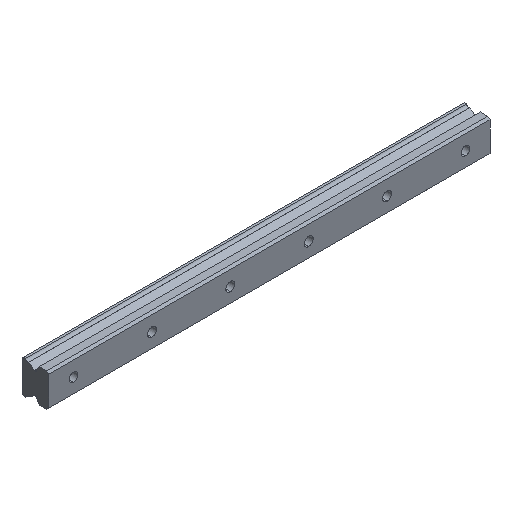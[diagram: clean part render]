
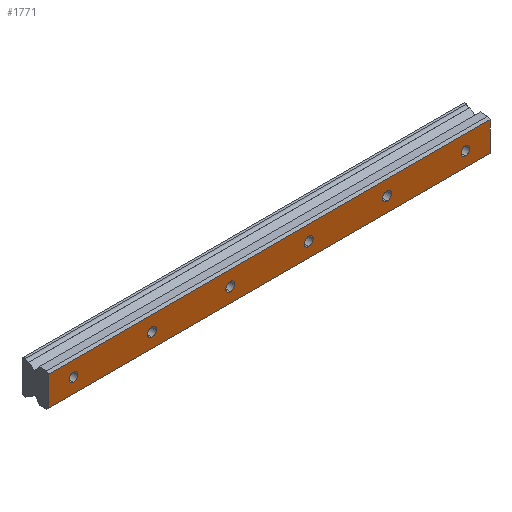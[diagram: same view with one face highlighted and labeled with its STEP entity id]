
A CAD part, isometric view. The second image highlights one B-rep face of the part: STEP entity #1771.
In plain terms, the highlighted planar face has unit normal (0, -1, 0).
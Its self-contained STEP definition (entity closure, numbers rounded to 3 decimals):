
#17 = AXIS2_PLACEMENT_3D ( 'NONE', #1443, #315, #1152 ) ;
#19 = EDGE_LOOP ( 'NONE', ( #194, #1327 ) ) ;
#22 = CARTESIAN_POINT ( 'NONE',  ( 240., 0., 4.5 ) ) ;
#34 = CARTESIAN_POINT ( 'NONE',  ( 160., 0., 4.5 ) ) ;
#40 = VERTEX_POINT ( 'NONE', #1216 ) ;
#55 = VERTEX_POINT ( 'NONE', #1515 ) ;
#59 = DIRECTION ( 'NONE',  ( 0., -1., 0. ) ) ;
#61 = CARTESIAN_POINT ( 'NONE',  ( 320., 0., 4.5 ) ) ;
#65 = VERTEX_POINT ( 'NONE', #1661 ) ;
#79 = CARTESIAN_POINT ( 'NONE',  ( 400., 0., 0. ) ) ;
#89 = AXIS2_PLACEMENT_3D ( 'NONE', #1091, #1527, #1499 ) ;
#115 = AXIS2_PLACEMENT_3D ( 'NONE', #1554, #1803, #980 ) ;
#124 = CARTESIAN_POINT ( 'NONE',  ( 320., 0., 0. ) ) ;
#142 = VECTOR ( 'NONE', #1221, 1000. ) ;
#177 = EDGE_LOOP ( 'NONE', ( #1721, #1067 ) ) ;
#194 = ORIENTED_EDGE ( 'NONE', *, *, #839, .F. ) ;
#198 = DIRECTION ( 'NONE',  ( 0., 0., 1. ) ) ;
#201 = CIRCLE ( 'NONE', #724, 4.5 ) ;
#202 = LINE ( 'NONE', #358, #591 ) ;
#233 = ORIENTED_EDGE ( 'NONE', *, *, #497, .F. ) ;
#237 = CIRCLE ( 'NONE', #17, 4.5 ) ;
#246 = EDGE_CURVE ( 'NONE', #883, #973, #422, .T. ) ;
#247 = VERTEX_POINT ( 'NONE', #61 ) ;
#250 = DIRECTION ( 'NONE',  ( 0., 0., 1. ) ) ;
#294 = AXIS2_PLACEMENT_3D ( 'NONE', #79, #1618, #1204 ) ;
#309 = EDGE_CURVE ( 'NONE', #55, #1835, #1718, .T. ) ;
#315 = DIRECTION ( 'NONE',  ( 0., -1., 0. ) ) ;
#334 = DIRECTION ( 'NONE',  ( 1., 0., 0. ) ) ;
#343 = EDGE_CURVE ( 'NONE', #1835, #65, #202, .T. ) ;
#358 = CARTESIAN_POINT ( 'NONE',  ( 425., 0., 14.95 ) ) ;
#368 = FACE_BOUND ( 'NONE', #177, .T. ) ;
#373 = CARTESIAN_POINT ( 'NONE',  ( 400., 0., 4.5 ) ) ;
#400 = EDGE_LOOP ( 'NONE', ( #1014, #233 ) ) ;
#403 = VERTEX_POINT ( 'NONE', #1065 ) ;
#416 = CIRCLE ( 'NONE', #1205, 4.5 ) ;
#420 = EDGE_CURVE ( 'NONE', #730, #55, #1480, .T. ) ;
#422 = CIRCLE ( 'NONE', #963, 4.5 ) ;
#424 = CARTESIAN_POINT ( 'NONE',  ( 400., 0., 0. ) ) ;
#425 = ORIENTED_EDGE ( 'NONE', *, *, #343, .F. ) ;
#452 = CIRCLE ( 'NONE', #788, 4.5 ) ;
#469 = CARTESIAN_POINT ( 'NONE',  ( 425., 0., 14.95 ) ) ;
#496 = CARTESIAN_POINT ( 'NONE',  ( 0., 0., 0. ) ) ;
#497 = EDGE_CURVE ( 'NONE', #403, #1723, #1406, .T. ) ;
#502 = CARTESIAN_POINT ( 'NONE',  ( 425., 0., 14.95 ) ) ;
#505 = VECTOR ( 'NONE', #250, 1000. ) ;
#531 = DIRECTION ( 'NONE',  ( 0., -1., 0. ) ) ;
#552 = DIRECTION ( 'NONE',  ( 0., 0., 1. ) ) ;
#562 = EDGE_LOOP ( 'NONE', ( #1695, #425, #1420, #1425 ) ) ;
#588 = AXIS2_PLACEMENT_3D ( 'NONE', #496, #59, #1471 ) ;
#591 = VECTOR ( 'NONE', #1505, 1000. ) ;
#593 = EDGE_CURVE ( 'NONE', #247, #1321, #416, .T. ) ;
#630 = FACE_BOUND ( 'NONE', #1355, .T. ) ;
#638 = FACE_BOUND ( 'NONE', #400, .T. ) ;
#646 = DIRECTION ( 'NONE',  ( 0., 0., 1. ) ) ;
#678 = DIRECTION ( 'NONE',  ( 0., -1., 0. ) ) ;
#684 = CIRCLE ( 'NONE', #1114, 4.5 ) ;
#710 = DIRECTION ( 'NONE',  ( 0., -1., 0. ) ) ;
#724 = AXIS2_PLACEMENT_3D ( 'NONE', #1395, #1290, #1565 ) ;
#730 = VERTEX_POINT ( 'NONE', #1175 ) ;
#731 = DIRECTION ( 'NONE',  ( 0., -1., 0. ) ) ;
#756 = DIRECTION ( 'NONE',  ( 0., 0., 1. ) ) ;
#770 = PLANE ( 'NONE',  #1766 ) ;
#775 = EDGE_LOOP ( 'NONE', ( #985, #1187 ) ) ;
#779 = CARTESIAN_POINT ( 'NONE',  ( 425., 0., 14.95 ) ) ;
#788 = AXIS2_PLACEMENT_3D ( 'NONE', #424, #531, #823 ) ;
#813 = CIRCLE ( 'NONE', #294, 4.5 ) ;
#823 = DIRECTION ( 'NONE',  ( 0., 0., 1. ) ) ;
#839 = EDGE_CURVE ( 'NONE', #967, #1401, #933, .T. ) ;
#840 = EDGE_CURVE ( 'NONE', #1368, #40, #813, .T. ) ;
#878 = CARTESIAN_POINT ( 'NONE',  ( 240., 0., 0. ) ) ;
#881 = EDGE_CURVE ( 'NONE', #65, #730, #914, .T. ) ;
#883 = VERTEX_POINT ( 'NONE', #1754 ) ;
#889 = ORIENTED_EDGE ( 'NONE', *, *, #840, .F. ) ;
#890 = FACE_BOUND ( 'NONE', #19, .T. ) ;
#914 = LINE ( 'NONE', #1192, #142 ) ;
#916 = DIRECTION ( 'NONE',  ( 0., -1., 0. ) ) ;
#933 = CIRCLE ( 'NONE', #588, 4.5 ) ;
#963 = AXIS2_PLACEMENT_3D ( 'NONE', #1035, #731, #756 ) ;
#966 = CIRCLE ( 'NONE', #89, 4.5 ) ;
#967 = VERTEX_POINT ( 'NONE', #1256 ) ;
#973 = VERTEX_POINT ( 'NONE', #1405 ) ;
#980 = DIRECTION ( 'NONE',  ( 0., 0., 1. ) ) ;
#985 = ORIENTED_EDGE ( 'NONE', *, *, #593, .F. ) ;
#1014 = ORIENTED_EDGE ( 'NONE', *, *, #1788, .F. ) ;
#1025 = FACE_BOUND ( 'NONE', #775, .T. ) ;
#1026 = CIRCLE ( 'NONE', #1266, 4.5 ) ;
#1035 = CARTESIAN_POINT ( 'NONE',  ( 80., 0., 0. ) ) ;
#1060 = ORIENTED_EDGE ( 'NONE', *, *, #1093, .F. ) ;
#1063 = CARTESIAN_POINT ( 'NONE',  ( 160., 0., 0. ) ) ;
#1065 = CARTESIAN_POINT ( 'NONE',  ( 160., 0., -4.5 ) ) ;
#1067 = ORIENTED_EDGE ( 'NONE', *, *, #246, .F. ) ;
#1075 = CARTESIAN_POINT ( 'NONE',  ( -25., 0., 14.95 ) ) ;
#1079 = ORIENTED_EDGE ( 'NONE', *, *, #1837, .F. ) ;
#1091 = CARTESIAN_POINT ( 'NONE',  ( 240., 0., 0. ) ) ;
#1093 = EDGE_CURVE ( 'NONE', #1309, #1436, #1408, .T. ) ;
#1114 = AXIS2_PLACEMENT_3D ( 'NONE', #1772, #916, #1481 ) ;
#1145 = ORIENTED_EDGE ( 'NONE', *, *, #1820, .F. ) ;
#1152 = DIRECTION ( 'NONE',  ( 0., 0., 1. ) ) ;
#1157 = FACE_OUTER_BOUND ( 'NONE', #562, .T. ) ;
#1172 = DIRECTION ( 'NONE',  ( 0., 1., 0. ) ) ;
#1175 = CARTESIAN_POINT ( 'NONE',  ( -25., 0., -14.95 ) ) ;
#1187 = ORIENTED_EDGE ( 'NONE', *, *, #1635, .F. ) ;
#1192 = CARTESIAN_POINT ( 'NONE',  ( 425., 0., -14.95 ) ) ;
#1204 = DIRECTION ( 'NONE',  ( 0., 0., 1. ) ) ;
#1205 = AXIS2_PLACEMENT_3D ( 'NONE', #124, #710, #552 ) ;
#1216 = CARTESIAN_POINT ( 'NONE',  ( 400., 0., -4.5 ) ) ;
#1221 = DIRECTION ( 'NONE',  ( -1., 0., 0. ) ) ;
#1256 = CARTESIAN_POINT ( 'NONE',  ( 0., 0., 4.5 ) ) ;
#1266 = AXIS2_PLACEMENT_3D ( 'NONE', #1063, #678, #1633 ) ;
#1290 = DIRECTION ( 'NONE',  ( 0., -1., 0. ) ) ;
#1309 = VERTEX_POINT ( 'NONE', #1494 ) ;
#1321 = VERTEX_POINT ( 'NONE', #1793 ) ;
#1327 = ORIENTED_EDGE ( 'NONE', *, *, #1546, .F. ) ;
#1337 = DIRECTION ( 'NONE',  ( 0., -1., 0. ) ) ;
#1350 = AXIS2_PLACEMENT_3D ( 'NONE', #878, #1337, #646 ) ;
#1355 = EDGE_LOOP ( 'NONE', ( #889, #1145 ) ) ;
#1368 = VERTEX_POINT ( 'NONE', #373 ) ;
#1395 = CARTESIAN_POINT ( 'NONE',  ( 80., 0., 0. ) ) ;
#1401 = VERTEX_POINT ( 'NONE', #1509 ) ;
#1405 = CARTESIAN_POINT ( 'NONE',  ( 80., 0., 4.5 ) ) ;
#1406 = CIRCLE ( 'NONE', #115, 4.5 ) ;
#1408 = CIRCLE ( 'NONE', #1350, 4.5 ) ;
#1420 = ORIENTED_EDGE ( 'NONE', *, *, #309, .F. ) ;
#1425 = ORIENTED_EDGE ( 'NONE', *, *, #420, .F. ) ;
#1429 = EDGE_CURVE ( 'NONE', #973, #883, #201, .T. ) ;
#1436 = VERTEX_POINT ( 'NONE', #22 ) ;
#1443 = CARTESIAN_POINT ( 'NONE',  ( 0., 0., 0. ) ) ;
#1455 = FACE_BOUND ( 'NONE', #1607, .T. ) ;
#1471 = DIRECTION ( 'NONE',  ( 0., 0., 1. ) ) ;
#1480 = LINE ( 'NONE', #1075, #505 ) ;
#1481 = DIRECTION ( 'NONE',  ( 0., 0., 1. ) ) ;
#1494 = CARTESIAN_POINT ( 'NONE',  ( 240., 0., -4.5 ) ) ;
#1499 = DIRECTION ( 'NONE',  ( 0., 0., 1. ) ) ;
#1505 = DIRECTION ( 'NONE',  ( 0., 0., -1. ) ) ;
#1509 = CARTESIAN_POINT ( 'NONE',  ( 0., 0., -4.5 ) ) ;
#1515 = CARTESIAN_POINT ( 'NONE',  ( -25., 0., 14.95 ) ) ;
#1527 = DIRECTION ( 'NONE',  ( 0., -1., 0. ) ) ;
#1546 = EDGE_CURVE ( 'NONE', #1401, #967, #237, .T. ) ;
#1554 = CARTESIAN_POINT ( 'NONE',  ( 160., 0., 0. ) ) ;
#1565 = DIRECTION ( 'NONE',  ( 0., 0., 1. ) ) ;
#1607 = EDGE_LOOP ( 'NONE', ( #1079, #1060 ) ) ;
#1618 = DIRECTION ( 'NONE',  ( 0., -1., 0. ) ) ;
#1633 = DIRECTION ( 'NONE',  ( 0., 0., 1. ) ) ;
#1635 = EDGE_CURVE ( 'NONE', #1321, #247, #684, .T. ) ;
#1646 = VECTOR ( 'NONE', #334, 1000. ) ;
#1661 = CARTESIAN_POINT ( 'NONE',  ( 425., 0., -14.95 ) ) ;
#1695 = ORIENTED_EDGE ( 'NONE', *, *, #881, .F. ) ;
#1718 = LINE ( 'NONE', #469, #1646 ) ;
#1721 = ORIENTED_EDGE ( 'NONE', *, *, #1429, .F. ) ;
#1723 = VERTEX_POINT ( 'NONE', #34 ) ;
#1754 = CARTESIAN_POINT ( 'NONE',  ( 80., 0., -4.5 ) ) ;
#1766 = AXIS2_PLACEMENT_3D ( 'NONE', #502, #1172, #198 ) ;
#1771 = ADVANCED_FACE ( 'NONE', ( #1157, #890, #630, #1025, #1455, #638, #368 ), #770, .F. ) ;
#1772 = CARTESIAN_POINT ( 'NONE',  ( 320., 0., 0. ) ) ;
#1788 = EDGE_CURVE ( 'NONE', #1723, #403, #1026, .T. ) ;
#1793 = CARTESIAN_POINT ( 'NONE',  ( 320., 0., -4.5 ) ) ;
#1803 = DIRECTION ( 'NONE',  ( 0., -1., 0. ) ) ;
#1820 = EDGE_CURVE ( 'NONE', #40, #1368, #452, .T. ) ;
#1835 = VERTEX_POINT ( 'NONE', #779 ) ;
#1837 = EDGE_CURVE ( 'NONE', #1436, #1309, #966, .T. ) ;
